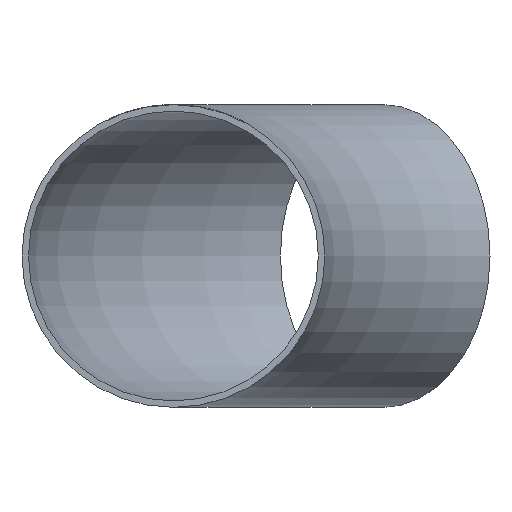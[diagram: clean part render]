
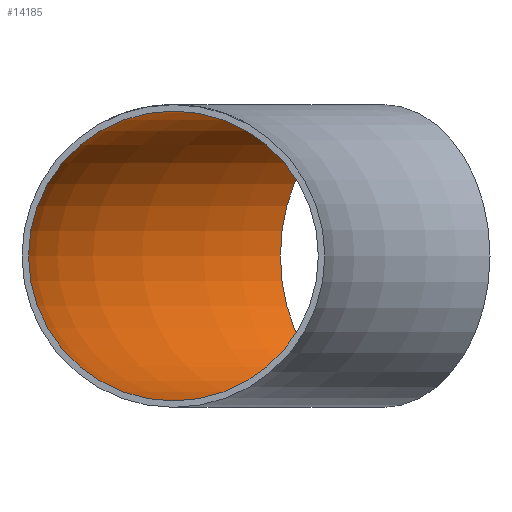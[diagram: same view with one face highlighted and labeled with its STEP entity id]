
A CAD part, front view. The second image highlights one B-rep face of the part: STEP entity #14185.
In plain terms, the highlighted toroidal (fillet/blend) face has major radius 330 mm and minor radius 66.85 mm.
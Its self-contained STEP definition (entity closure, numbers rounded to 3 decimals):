
#2011 = DIRECTION ( 'NONE',  ( -0.707, 0.707, 0. ) ) ;
#2753 = TOROIDAL_SURFACE ( 'NONE', #15880, 330., 66.85 ) ;
#3430 = CARTESIAN_POINT ( 'NONE',  ( -330., 0., 0. ) ) ;
#4080 = ORIENTED_EDGE ( 'NONE', *, *, #19541, .T. ) ;
#4263 = EDGE_LOOP ( 'NONE', ( #22683 ) ) ;
#4890 = CIRCLE ( 'NONE', #23930, 66.85 ) ;
#5188 = EDGE_LOOP ( 'NONE', ( #4080 ) ) ;
#5408 = CARTESIAN_POINT ( 'NONE',  ( -280.615, 280.615, 0. ) ) ;
#6093 = DIRECTION ( 'NONE',  ( 0.707, 0.707, 0. ) ) ;
#7807 = DIRECTION ( 'NONE',  ( 0., 0., 1. ) ) ;
#10984 = DIRECTION ( 'NONE',  ( 0., 0., -1. ) ) ;
#13647 = VERTEX_POINT ( 'NONE', #22756 ) ;
#14185 = ADVANCED_FACE ( 'NONE', ( #26043, #19072 ), #2753, .F. ) ;
#14891 = CARTESIAN_POINT ( 'NONE',  ( -233.345, 233.345, 0. ) ) ;
#15796 = DIRECTION ( 'NONE',  ( -1., 0., 0. ) ) ;
#15880 = AXIS2_PLACEMENT_3D ( 'NONE', #26460, #10984, #15796 ) ;
#15915 = VERTEX_POINT ( 'NONE', #5408 ) ;
#19072 = FACE_OUTER_BOUND ( 'NONE', #4263, .T. ) ;
#19541 = EDGE_CURVE ( 'NONE', #15915, #15915, #4890, .T. ) ;
#22683 = ORIENTED_EDGE ( 'NONE', *, *, #27655, .F. ) ;
#22756 = CARTESIAN_POINT ( 'NONE',  ( -330., 0., 66.85 ) ) ;
#23632 = AXIS2_PLACEMENT_3D ( 'NONE', #3430, #27260, #7807 ) ;
#23930 = AXIS2_PLACEMENT_3D ( 'NONE', #14891, #6093, #2011 ) ;
#25890 = CIRCLE ( 'NONE', #23632, 66.85 ) ;
#26043 = FACE_OUTER_BOUND ( 'NONE', #5188, .T. ) ;
#26460 = CARTESIAN_POINT ( 'NONE',  ( 0., 0., 0. ) ) ;
#27260 = DIRECTION ( 'NONE',  ( 0., 1., 0. ) ) ;
#27655 = EDGE_CURVE ( 'NONE', #13647, #13647, #25890, .T. ) ;
